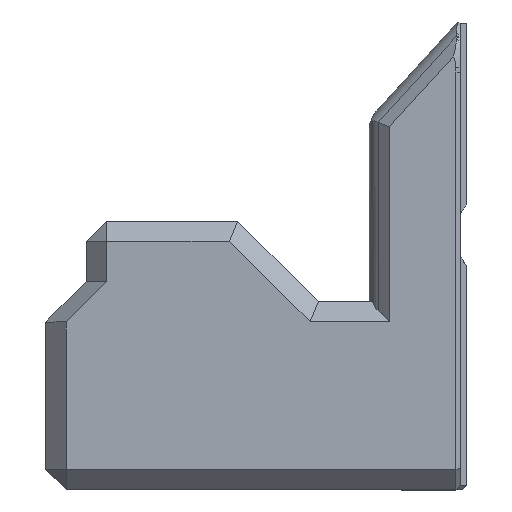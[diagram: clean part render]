
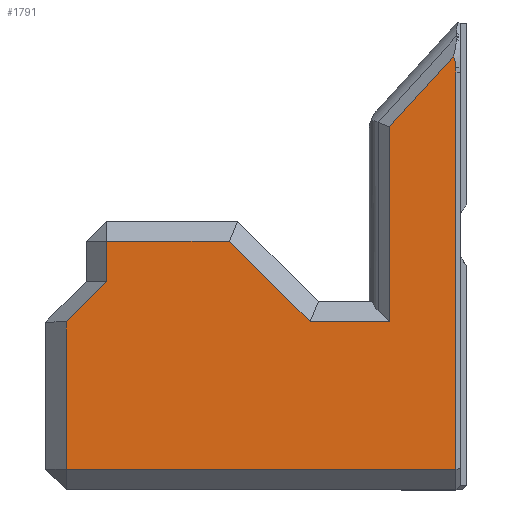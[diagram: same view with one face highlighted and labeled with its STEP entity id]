
A CAD part, top view. The second image highlights one B-rep face of the part: STEP entity #1791.
In plain terms, the highlighted planar face has unit normal (0, 0, 1).
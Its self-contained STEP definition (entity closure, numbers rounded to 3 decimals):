
#29=B_SPLINE_CURVE_WITH_KNOTS('',3,(#2675,#2676,#2677,#2678,#2679,#2680),
 .UNSPECIFIED.,.F.,.F.,(4,2,4),(-0.044,-0.022,
0.),.UNSPECIFIED.);
#30=B_SPLINE_CURVE_WITH_KNOTS('',3,(#2682,#2683,#2684,#2685,#2686,#2687,
#2688,#2689,#2690,#2691,#2692,#2693,#2694,#2695,#2696,#2697),
 .UNSPECIFIED.,.F.,.F.,(4,3,3,3,3,4),(-1.076,-1.03,
-0.984,-0.966,-0.922,-0.887),
 .UNSPECIFIED.);
#147=FACE_OUTER_BOUND('',#255,.T.);
#255=EDGE_LOOP('',(#1303,#1304,#1305,#1306,#1307,#1308,#1309,#1310,#1311,
#1312,#1313,#1314));
#389=LINE('',#2606,#589);
#392=LINE('',#2611,#592);
#393=LINE('',#2615,#593);
#395=LINE('',#2619,#595);
#410=LINE('',#2667,#610);
#411=LINE('',#2669,#611);
#412=LINE('',#2671,#612);
#413=LINE('',#2673,#613);
#414=LINE('',#2699,#614);
#415=LINE('',#2700,#615);
#589=VECTOR('',#2094,10.);
#592=VECTOR('',#2099,10.);
#593=VECTOR('',#2104,10.);
#595=VECTOR('',#2108,10.);
#610=VECTOR('',#2163,10.);
#611=VECTOR('',#2164,10.);
#612=VECTOR('',#2165,10.);
#613=VECTOR('',#2166,10.);
#614=VECTOR('',#2167,10.);
#615=VECTOR('',#2168,10.);
#777=VERTEX_POINT('',#2600);
#778=VERTEX_POINT('',#2604);
#779=VERTEX_POINT('',#2608);
#780=VERTEX_POINT('',#2614);
#781=VERTEX_POINT('',#2618);
#794=VERTEX_POINT('',#2666);
#795=VERTEX_POINT('',#2668);
#796=VERTEX_POINT('',#2670);
#797=VERTEX_POINT('',#2672);
#798=VERTEX_POINT('',#2674);
#799=VERTEX_POINT('',#2681);
#800=VERTEX_POINT('',#2698);
#953=EDGE_CURVE('',#778,#777,#389,.T.);
#956=EDGE_CURVE('',#777,#779,#392,.T.);
#957=EDGE_CURVE('',#779,#780,#393,.T.);
#959=EDGE_CURVE('',#780,#781,#395,.T.);
#983=EDGE_CURVE('',#794,#778,#410,.T.);
#984=EDGE_CURVE('',#795,#794,#411,.T.);
#985=EDGE_CURVE('',#796,#795,#412,.T.);
#986=EDGE_CURVE('',#796,#797,#413,.T.);
#987=EDGE_CURVE('',#797,#798,#29,.T.);
#988=EDGE_CURVE('',#798,#799,#30,.T.);
#989=EDGE_CURVE('',#799,#800,#414,.T.);
#990=EDGE_CURVE('',#781,#800,#415,.T.);
#1303=ORIENTED_EDGE('',*,*,#983,.F.);
#1304=ORIENTED_EDGE('',*,*,#984,.F.);
#1305=ORIENTED_EDGE('',*,*,#985,.F.);
#1306=ORIENTED_EDGE('',*,*,#986,.T.);
#1307=ORIENTED_EDGE('',*,*,#987,.T.);
#1308=ORIENTED_EDGE('',*,*,#988,.T.);
#1309=ORIENTED_EDGE('',*,*,#989,.T.);
#1310=ORIENTED_EDGE('',*,*,#990,.F.);
#1311=ORIENTED_EDGE('',*,*,#959,.F.);
#1312=ORIENTED_EDGE('',*,*,#957,.F.);
#1313=ORIENTED_EDGE('',*,*,#956,.F.);
#1314=ORIENTED_EDGE('',*,*,#953,.F.);
#1715=PLANE('',#1909);
#1791=ADVANCED_FACE('',(#147),#1715,.F.);
#1909=AXIS2_PLACEMENT_3D('',#2665,#2161,#2162);
#2094=DIRECTION('',(0.,1.,0.));
#2099=DIRECTION('',(1.,0.,0.));
#2104=DIRECTION('',(0.707,-0.707,0.));
#2108=DIRECTION('',(1.,0.,0.));
#2161=DIRECTION('center_axis',(0.,0.,
-1.));
#2162=DIRECTION('ref_axis',(0.,-1.,0.));
#2163=DIRECTION('',(0.707,0.707,0.));
#2164=DIRECTION('',(0.,1.,0.));
#2165=DIRECTION('',(-1.,0.,0.));
#2166=DIRECTION('',(0.,1.,0.));
#2167=DIRECTION('',(-0.672,-0.74,0.));
#2168=DIRECTION('',(0.,1.,0.));
#2600=CARTESIAN_POINT('',(4.984,215.,-15.));
#2604=CARTESIAN_POINT('',(4.984,210.984,-15.));
#2606=CARTESIAN_POINT('',(4.984,231.,-15.));
#2608=CARTESIAN_POINT('',(17.156,215.,-15.));
#2611=CARTESIAN_POINT('',(25.742,215.,-15.));
#2614=CARTESIAN_POINT('',(25.156,207.,-15.));
#2615=CARTESIAN_POINT('',(17.574,214.582,-15.));
#2618=CARTESIAN_POINT('',(33.,207.,-15.));
#2619=CARTESIAN_POINT('',(35.,207.,-15.));
#2665=CARTESIAN_POINT('Origin',(40.,245.,-15.));
#2666=CARTESIAN_POINT('',(1.,207.,-15.));
#2667=CARTESIAN_POINT('',(20.25,226.25,-15.));
#2668=CARTESIAN_POINT('',(1.,192.4,-15.));
#2669=CARTESIAN_POINT('',(1.,142.5,-15.));
#2670=CARTESIAN_POINT('',(39.6,192.4,-15.));
#2671=CARTESIAN_POINT('',(40.,192.4,-15.));
#2672=CARTESIAN_POINT('',(39.6,231.738,-15.));
#2673=CARTESIAN_POINT('',(39.6,117.5,-15.));
#2674=CARTESIAN_POINT('',(39.585,232.178,-15.));
#2675=CARTESIAN_POINT('Ctrl Pts',(39.6,231.738,-15.));
#2676=CARTESIAN_POINT('Ctrl Pts',(39.6,231.812,-15.));
#2677=CARTESIAN_POINT('Ctrl Pts',(39.599,231.886,-15.));
#2678=CARTESIAN_POINT('Ctrl Pts',(39.594,232.033,-15.));
#2679=CARTESIAN_POINT('Ctrl Pts',(39.59,232.106,-15.));
#2680=CARTESIAN_POINT('Ctrl Pts',(39.585,232.178,-15.));
#2681=CARTESIAN_POINT('',(39.372,233.333,-15.001));
#2682=CARTESIAN_POINT('Ctrl Pts',(39.585,232.178,-15.));
#2683=CARTESIAN_POINT('Ctrl Pts',(39.578,232.274,-15.));
#2684=CARTESIAN_POINT('Ctrl Pts',(39.57,232.37,-15.));
#2685=CARTESIAN_POINT('Ctrl Pts',(39.558,232.465,-15.));
#2686=CARTESIAN_POINT('Ctrl Pts',(39.547,232.56,-15.));
#2687=CARTESIAN_POINT('Ctrl Pts',(39.533,232.654,-15.));
#2688=CARTESIAN_POINT('Ctrl Pts',(39.516,232.748,-15.));
#2689=CARTESIAN_POINT('Ctrl Pts',(39.51,232.785,-15.));
#2690=CARTESIAN_POINT('Ctrl Pts',(39.503,232.822,-15.));
#2691=CARTESIAN_POINT('Ctrl Pts',(39.495,232.858,-15.));
#2692=CARTESIAN_POINT('Ctrl Pts',(39.477,232.949,-15.));
#2693=CARTESIAN_POINT('Ctrl Pts',(39.456,233.039,-15.));
#2694=CARTESIAN_POINT('Ctrl Pts',(39.432,233.128,-15.));
#2695=CARTESIAN_POINT('Ctrl Pts',(39.414,233.197,-15.));
#2696=CARTESIAN_POINT('Ctrl Pts',(39.394,233.265,-15.));
#2697=CARTESIAN_POINT('Ctrl Pts',(39.372,233.333,-15.));
#2698=CARTESIAN_POINT('',(33.,226.322,-15.));
#2699=CARTESIAN_POINT('',(39.106,233.042,-15.));
#2700=CARTESIAN_POINT('',(33.,245.,-15.));
